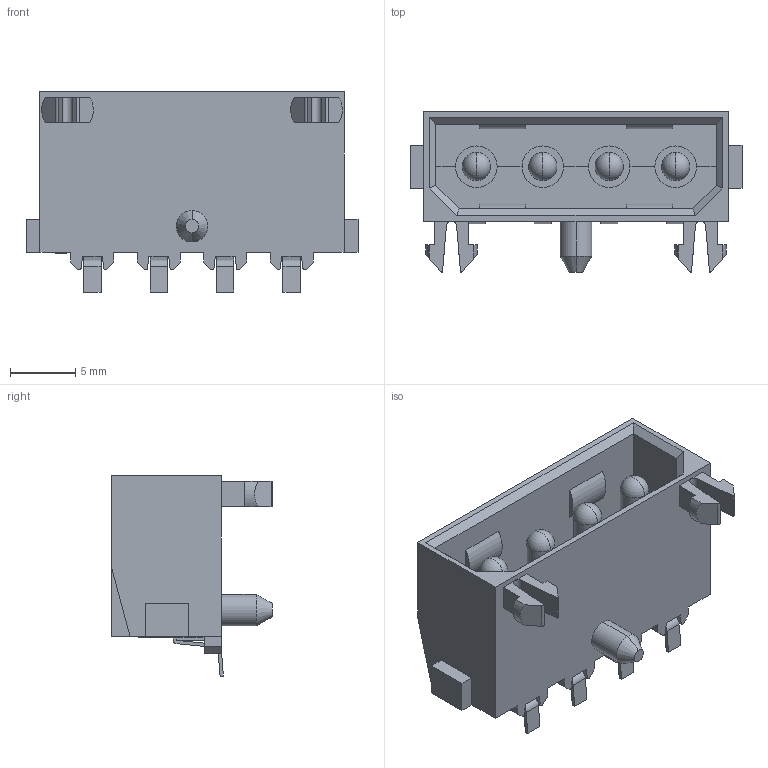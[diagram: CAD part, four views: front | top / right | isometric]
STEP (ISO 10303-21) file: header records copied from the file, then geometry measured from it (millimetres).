
FILE_DESCRIPTION((''),'2;1');
FILE_NAME('C-770829-1','2007-12-10T',('workeradm'),('Tyco Electronics Corporation'),'PRO/ENGINEER BY PARAMETRIC TECHNOLOGY CORPORATION, 2005450','PRO/ENGINEER BY PARAMETRIC TECHNOLOGY CORPORATION, 2005450','');
FILE_SCHEMA(('CONFIG_CONTROL_DESIGN', 'GEOMETRIC_VALIDATION_PROPERTIES_MIM'));
Length unit declared in the file: millimetre
Products named in the file (1): C-770829-1
Bounding box: 25.4 x 12.27 x 15.34 mm (x, y, z)
Volume: 1258.3 mm3; surface area: 2204 mm2
Topology: 1 solids, 1 shells, 270 faces, 729 edges, 470 vertices
Faces by surface type: plane 205, cylinder 53, sphere 8, cone 2, extrusion 2
Entity records: 8476 total; most frequent: CARTESIAN_POINT 1520, ORIENTED_EDGE 1442, DIRECTION 1367, EDGE_CURVE 721, VECTOR 599, LINE 597, VERTEX_POINT 470, AXIS2_PLACEMENT_3D 384
